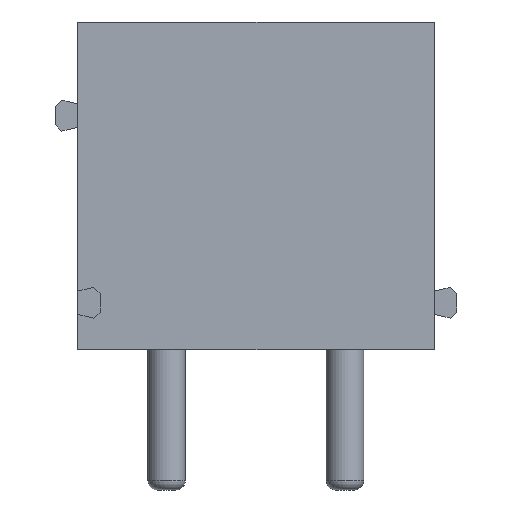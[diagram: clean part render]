
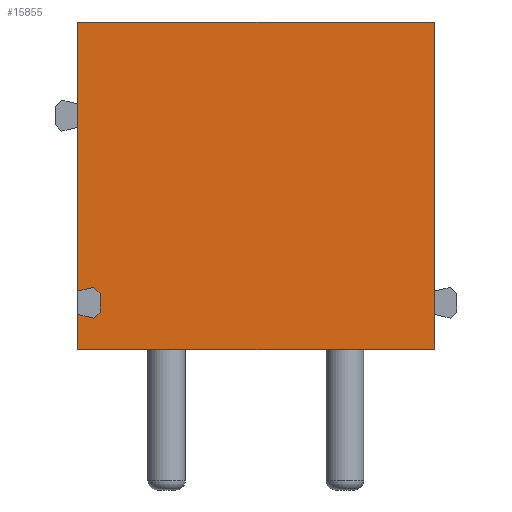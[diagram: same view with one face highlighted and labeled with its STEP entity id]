
A CAD part, front view. The second image highlights one B-rep face of the part: STEP entity #15855.
In plain terms, the highlighted planar face has unit normal (0, -1, 0).
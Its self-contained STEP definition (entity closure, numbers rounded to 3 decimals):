
#204 = DIRECTION ( 'NONE',  ( 0.973, 0., -0.229 ) ) ;
#418 = VECTOR ( 'NONE', #15368, 1000. ) ;
#501 = VERTEX_POINT ( 'NONE', #30536 ) ;
#893 = VERTEX_POINT ( 'NONE', #31642 ) ;
#1360 = CARTESIAN_POINT ( 'NONE',  ( 0., -4.2, 3.5 ) ) ;
#1739 = ORIENTED_EDGE ( 'NONE', *, *, #31385, .F. ) ;
#1741 = VERTEX_POINT ( 'NONE', #11864 ) ;
#2496 = EDGE_CURVE ( 'NONE', #1741, #23737, #32776, .T. ) ;
#2776 = CARTESIAN_POINT ( 'NONE',  ( 0., -4.2, 3.5 ) ) ;
#3266 = ORIENTED_EDGE ( 'NONE', *, *, #2496, .F. ) ;
#4700 = EDGE_CURVE ( 'NONE', #501, #33888, #29827, .T. ) ;
#5331 = CARTESIAN_POINT ( 'NONE',  ( 0.48, -4.2, -2.7 ) ) ;
#5496 = VECTOR ( 'NONE', #9131, 1000. ) ;
#5528 = CARTESIAN_POINT ( 'NONE',  ( 0., -4.2, 3.5 ) ) ;
#5614 = AXIS2_PLACEMENT_3D ( 'NONE', #14699, #34912, #17706 ) ;
#7589 = VERTEX_POINT ( 'NONE', #15086 ) ;
#7632 = CARTESIAN_POINT ( 'NONE',  ( 7.62, -4.2, -3.5 ) ) ;
#8314 = VERTEX_POINT ( 'NONE', #7632 ) ;
#8481 = EDGE_CURVE ( 'NONE', #29318, #32116, #13987, .T. ) ;
#8921 = CARTESIAN_POINT ( 'NONE',  ( 0.48, -4.2, -2.7 ) ) ;
#9131 = DIRECTION ( 'NONE',  ( -1., 0., 0. ) ) ;
#10748 = VECTOR ( 'NONE', #15485, 1000. ) ;
#11225 = VECTOR ( 'NONE', #13815, 1000. ) ;
#11864 = CARTESIAN_POINT ( 'NONE',  ( 0.34, -4.2, -2.83 ) ) ;
#12293 = FACE_OUTER_BOUND ( 'NONE', #13875, .T. ) ;
#12369 = EDGE_CURVE ( 'NONE', #30370, #893, #34354, .T. ) ;
#12372 = CARTESIAN_POINT ( 'NONE',  ( 0., -4.2, -2.25 ) ) ;
#13542 = CARTESIAN_POINT ( 'NONE',  ( 0.48, -4.2, -2.3 ) ) ;
#13815 = DIRECTION ( 'NONE',  ( 0., 0., -1. ) ) ;
#13875 = EDGE_LOOP ( 'NONE', ( #35063, #24538, #28575, #36004, #3266, #1739, #28929, #25948, #17358, #22531 ) ) ;
#13987 = LINE ( 'NONE', #2776, #36932 ) ;
#14111 = EDGE_CURVE ( 'NONE', #8314, #893, #14369, .T. ) ;
#14369 = LINE ( 'NONE', #19635, #28758 ) ;
#14699 = CARTESIAN_POINT ( 'NONE',  ( 7.62, -4.2, 3.5 ) ) ;
#15086 = CARTESIAN_POINT ( 'NONE',  ( 7.62, -4.2, 3.5 ) ) ;
#15368 = DIRECTION ( 'NONE',  ( -0.973, 0., -0.229 ) ) ;
#15485 = DIRECTION ( 'NONE',  ( 0.733, 0., 0.68 ) ) ;
#15576 = CARTESIAN_POINT ( 'NONE',  ( 0.48, -4.2, -2.3 ) ) ;
#15855 = ADVANCED_FACE ( 'NONE', ( #12293 ), #31908, .F. ) ;
#16688 = CARTESIAN_POINT ( 'NONE',  ( 7.62, -4.2, 3.5 ) ) ;
#17358 = ORIENTED_EDGE ( 'NONE', *, *, #17406, .F. ) ;
#17406 = EDGE_CURVE ( 'NONE', #7589, #8314, #18889, .T. ) ;
#17706 = DIRECTION ( 'NONE',  ( 0., 0., 1. ) ) ;
#18103 = EDGE_CURVE ( 'NONE', #33888, #32116, #22376, .T. ) ;
#18889 = LINE ( 'NONE', #16688, #11225 ) ;
#19413 = DIRECTION ( 'NONE',  ( -0.733, 0., 0.68 ) ) ;
#19418 = EDGE_CURVE ( 'NONE', #7589, #29318, #31991, .T. ) ;
#19563 = CARTESIAN_POINT ( 'NONE',  ( 0., -4.2, -2.75 ) ) ;
#19635 = CARTESIAN_POINT ( 'NONE',  ( 7.62, -4.2, -3.5 ) ) ;
#20723 = EDGE_CURVE ( 'NONE', #23737, #501, #33629, .T. ) ;
#21286 = VECTOR ( 'NONE', #19413, 1000. ) ;
#21423 = DIRECTION ( 'NONE',  ( 0., 0., -1. ) ) ;
#22376 = LINE ( 'NONE', #24294, #418 ) ;
#22531 = ORIENTED_EDGE ( 'NONE', *, *, #19418, .T. ) ;
#23125 = CARTESIAN_POINT ( 'NONE',  ( 0., -4.2, -2.75 ) ) ;
#23737 = VERTEX_POINT ( 'NONE', #8921 ) ;
#24294 = CARTESIAN_POINT ( 'NONE',  ( 0., -4.2, -2.25 ) ) ;
#24538 = ORIENTED_EDGE ( 'NONE', *, *, #18103, .F. ) ;
#25426 = DIRECTION ( 'NONE',  ( -1., 0., 0. ) ) ;
#25699 = DIRECTION ( 'NONE',  ( 0., 0., -1. ) ) ;
#25948 = ORIENTED_EDGE ( 'NONE', *, *, #14111, .F. ) ;
#26369 = CARTESIAN_POINT ( 'NONE',  ( 7.62, -4.2, 3.5 ) ) ;
#28411 = LINE ( 'NONE', #23125, #35119 ) ;
#28575 = ORIENTED_EDGE ( 'NONE', *, *, #4700, .F. ) ;
#28686 = CARTESIAN_POINT ( 'NONE',  ( 0.34, -4.2, -2.17 ) ) ;
#28758 = VECTOR ( 'NONE', #25426, 1000. ) ;
#28929 = ORIENTED_EDGE ( 'NONE', *, *, #12369, .T. ) ;
#29318 = VERTEX_POINT ( 'NONE', #5528 ) ;
#29827 = LINE ( 'NONE', #13542, #21286 ) ;
#30370 = VERTEX_POINT ( 'NONE', #19563 ) ;
#30536 = CARTESIAN_POINT ( 'NONE',  ( 0.48, -4.2, -2.3 ) ) ;
#31231 = VECTOR ( 'NONE', #21423, 1000. ) ;
#31385 = EDGE_CURVE ( 'NONE', #30370, #1741, #28411, .T. ) ;
#31642 = CARTESIAN_POINT ( 'NONE',  ( 0., -4.2, -3.5 ) ) ;
#31908 = PLANE ( 'NONE',  #5614 ) ;
#31991 = LINE ( 'NONE', #26369, #5496 ) ;
#32116 = VERTEX_POINT ( 'NONE', #12372 ) ;
#32717 = VECTOR ( 'NONE', #32785, 1000. ) ;
#32776 = LINE ( 'NONE', #5331, #10748 ) ;
#32785 = DIRECTION ( 'NONE',  ( 0., 0., 1. ) ) ;
#33629 = LINE ( 'NONE', #15576, #32717 ) ;
#33888 = VERTEX_POINT ( 'NONE', #28686 ) ;
#34354 = LINE ( 'NONE', #1360, #31231 ) ;
#34912 = DIRECTION ( 'NONE',  ( 0., 1., 0. ) ) ;
#35063 = ORIENTED_EDGE ( 'NONE', *, *, #8481, .T. ) ;
#35119 = VECTOR ( 'NONE', #204, 1000. ) ;
#36004 = ORIENTED_EDGE ( 'NONE', *, *, #20723, .F. ) ;
#36932 = VECTOR ( 'NONE', #25699, 1000. ) ;
